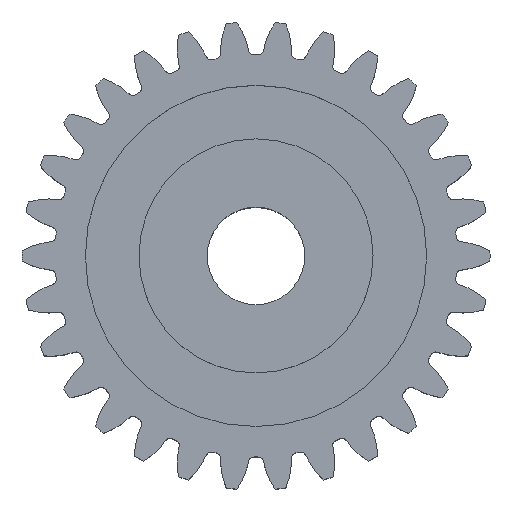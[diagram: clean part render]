
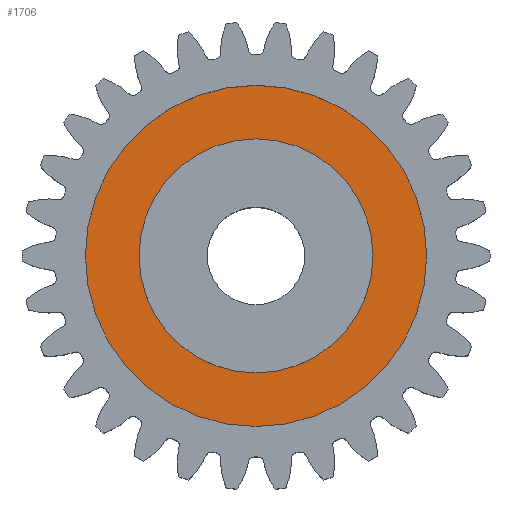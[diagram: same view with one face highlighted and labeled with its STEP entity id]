
A CAD part, top view. The second image highlights one B-rep face of the part: STEP entity #1706.
In plain terms, the highlighted planar face has unit normal (0, 0, 1).
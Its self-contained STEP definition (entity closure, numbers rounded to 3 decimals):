
#1696 = ORIENTED_EDGE ( 'NONE', *, *, #1761, .F. ) ;
#1697 = ORIENTED_EDGE ( 'NONE', *, *, #1698, .T. ) ;
#1698 = EDGE_CURVE ( 'NONE', #2378, #2390, #5184, .T. ) ;
#1700 = ORIENTED_EDGE ( 'NONE', *, *, #2037, .F. ) ;
#1706 = ADVANCED_FACE ( 'NONE', ( #5174, #5177 ), #4717, .F. ) ;
#1754 = EDGE_LOOP ( 'NONE', ( #1696, #1700 ) ) ;
#1756 = ORIENTED_EDGE ( 'NONE', *, *, #2391, .T. ) ;
#1759 = EDGE_LOOP ( 'NONE', ( #1756, #1697 ) ) ;
#1761 = EDGE_CURVE ( 'NONE', #2031, #2032, #5431, .T. ) ;
#2031 = VERTEX_POINT ( 'NONE', #5864 ) ;
#2032 = VERTEX_POINT ( 'NONE', #5859 ) ;
#2037 = EDGE_CURVE ( 'NONE', #2032, #2031, #5903, .T. ) ;
#2378 = VERTEX_POINT ( 'NONE', #6657 ) ;
#2390 = VERTEX_POINT ( 'NONE', #6690 ) ;
#2391 = EDGE_CURVE ( 'NONE', #2390, #2378, #6694, .T. ) ;
#4183 = CARTESIAN_POINT ( 'NONE',  ( 0., 0., 8.5 ) ) ;
#4717 = PLANE ( 'NONE',  #4730 ) ;
#4730 = AXIS2_PLACEMENT_3D ( 'NONE', #4183, #4926, #4925 ) ;
#4925 = DIRECTION ( 'NONE',  ( -1., 0., 0. ) ) ;
#4926 = DIRECTION ( 'NONE',  ( 0., 0., -1. ) ) ;
#5136 = CARTESIAN_POINT ( 'NONE',  ( 0., 0., 8.5 ) ) ;
#5174 = FACE_BOUND ( 'NONE', #1759, .T. ) ;
#5177 = FACE_OUTER_BOUND ( 'NONE', #1754, .T. ) ;
#5178 = DIRECTION ( 'NONE',  ( -1., 0., 0. ) ) ;
#5179 = DIRECTION ( 'NONE',  ( 0., 0., -1. ) ) ;
#5180 = AXIS2_PLACEMENT_3D ( 'NONE', #5136, #5179, #5178 ) ;
#5184 = CIRCLE ( 'NONE', #5180, 12. ) ;
#5429 = AXIS2_PLACEMENT_3D ( 'NONE', #5435, #5450, #5474 ) ;
#5431 = CIRCLE ( 'NONE', #5429, 17.5 ) ;
#5435 = CARTESIAN_POINT ( 'NONE',  ( 0., 0., 8.5 ) ) ;
#5450 = DIRECTION ( 'NONE',  ( 0., 0., -1. ) ) ;
#5474 = DIRECTION ( 'NONE',  ( -1., 0., 0. ) ) ;
#5859 = CARTESIAN_POINT ( 'NONE',  ( 17.5, 0., 8.5 ) ) ;
#5864 = CARTESIAN_POINT ( 'NONE',  ( -17.5, 0., 8.5 ) ) ;
#5885 = DIRECTION ( 'NONE',  ( -1., 0., 0. ) ) ;
#5886 = DIRECTION ( 'NONE',  ( 0., 0., -1. ) ) ;
#5887 = AXIS2_PLACEMENT_3D ( 'NONE', #5894, #5886, #5885 ) ;
#5894 = CARTESIAN_POINT ( 'NONE',  ( 0., 0., 8.5 ) ) ;
#5903 = CIRCLE ( 'NONE', #5887, 17.5 ) ;
#6657 = CARTESIAN_POINT ( 'NONE',  ( 12., 0., 8.5 ) ) ;
#6679 = DIRECTION ( 'NONE',  ( -1., 0., 0. ) ) ;
#6680 = DIRECTION ( 'NONE',  ( 0., 0., -1. ) ) ;
#6681 = CARTESIAN_POINT ( 'NONE',  ( 0., 0., 8.5 ) ) ;
#6682 = AXIS2_PLACEMENT_3D ( 'NONE', #6681, #6680, #6679 ) ;
#6690 = CARTESIAN_POINT ( 'NONE',  ( -12., 0., 8.5 ) ) ;
#6694 = CIRCLE ( 'NONE', #6682, 12. ) ;
